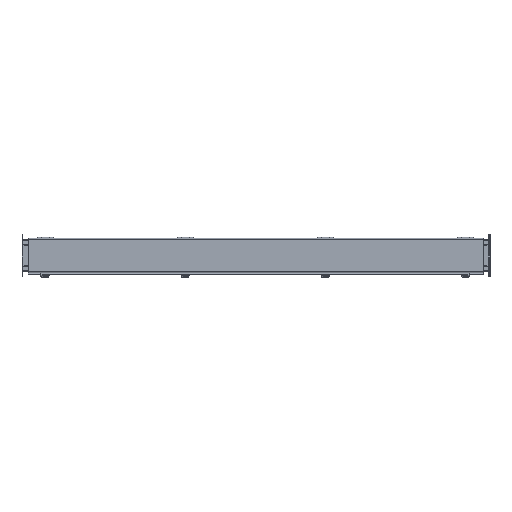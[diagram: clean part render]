
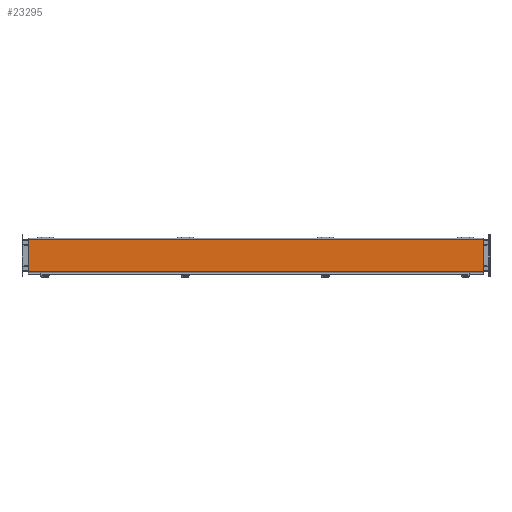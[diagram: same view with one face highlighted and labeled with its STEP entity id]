
A CAD part, top view. The second image highlights one B-rep face of the part: STEP entity #23295.
In plain terms, the highlighted planar face has unit normal (0, 0, 1).
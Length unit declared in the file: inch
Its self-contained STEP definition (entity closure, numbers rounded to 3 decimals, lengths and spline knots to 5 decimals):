
#773 = VECTOR ( 'NONE', #9579, 39.37008 ) ;
#1139 = EDGE_CURVE ( 'NONE', #4383, #7884, #7943, .T. ) ;
#1658 = VERTEX_POINT ( 'NONE', #22794 ) ;
#2434 = PLANE ( 'NONE',  #18971 ) ;
#2859 = DIRECTION ( 'NONE',  ( 0., -1., 0. ) ) ;
#3589 = CARTESIAN_POINT ( 'NONE',  ( -29.218, -2.0805, 4.172 ) ) ;
#3858 = DIRECTION ( 'NONE',  ( 0., 0., 1. ) ) ;
#4383 = VERTEX_POINT ( 'NONE', #3589 ) ;
#4626 = ORIENTED_EDGE ( 'NONE', *, *, #8251, .T. ) ;
#4660 = CARTESIAN_POINT ( 'NONE',  ( 29.25, -2.1885, 4.172 ) ) ;
#4818 = VECTOR ( 'NONE', #6651, 39.37008 ) ;
#4867 = CARTESIAN_POINT ( 'NONE',  ( -29.218, -2.1885, 4.172 ) ) ;
#5084 = ORIENTED_EDGE ( 'NONE', *, *, #7338, .T. ) ;
#5918 = CARTESIAN_POINT ( 'NONE',  ( -29.218, -2.0805, 4.172 ) ) ;
#6651 = DIRECTION ( 'NONE',  ( -1., 0., 0. ) ) ;
#7338 = EDGE_CURVE ( 'NONE', #1658, #14082, #20928, .T. ) ;
#7884 = VERTEX_POINT ( 'NONE', #16016 ) ;
#7943 = LINE ( 'NONE', #5918, #773 ) ;
#8251 = EDGE_CURVE ( 'NONE', #7884, #1658, #13624, .T. ) ;
#8569 = VECTOR ( 'NONE', #2859, 39.37008 ) ;
#9170 = CARTESIAN_POINT ( 'NONE',  ( -29.218, -2.1885, 4.172 ) ) ;
#9579 = DIRECTION ( 'NONE',  ( 1., 0., 0. ) ) ;
#11401 = FACE_OUTER_BOUND ( 'NONE', #12269, .T. ) ;
#11614 = VECTOR ( 'NONE', #21176, 39.37008 ) ;
#11950 = CARTESIAN_POINT ( 'NONE',  ( -29.218, 2.0785, 4.172 ) ) ;
#12269 = EDGE_LOOP ( 'NONE', ( #19439, #19979, #4626, #5084 ) ) ;
#12956 = DIRECTION ( 'NONE',  ( 1., 0., 0. ) ) ;
#13624 = LINE ( 'NONE', #4660, #11614 ) ;
#13917 = EDGE_CURVE ( 'NONE', #14082, #4383, #17280, .T. ) ;
#14082 = VERTEX_POINT ( 'NONE', #23025 ) ;
#16016 = CARTESIAN_POINT ( 'NONE',  ( 29.25, -2.0805, 4.172 ) ) ;
#17280 = LINE ( 'NONE', #4867, #8569 ) ;
#18971 = AXIS2_PLACEMENT_3D ( 'NONE', #9170, #3858, #12956 ) ;
#19439 = ORIENTED_EDGE ( 'NONE', *, *, #13917, .T. ) ;
#19979 = ORIENTED_EDGE ( 'NONE', *, *, #1139, .T. ) ;
#20928 = LINE ( 'NONE', #11950, #4818 ) ;
#21176 = DIRECTION ( 'NONE',  ( 0., 1., 0. ) ) ;
#22794 = CARTESIAN_POINT ( 'NONE',  ( 29.25, 2.0785, 4.172 ) ) ;
#23025 = CARTESIAN_POINT ( 'NONE',  ( -29.218, 2.0785, 4.172 ) ) ;
#23295 = ADVANCED_FACE ( 'NONE', ( #11401 ), #2434, .T. ) ;
